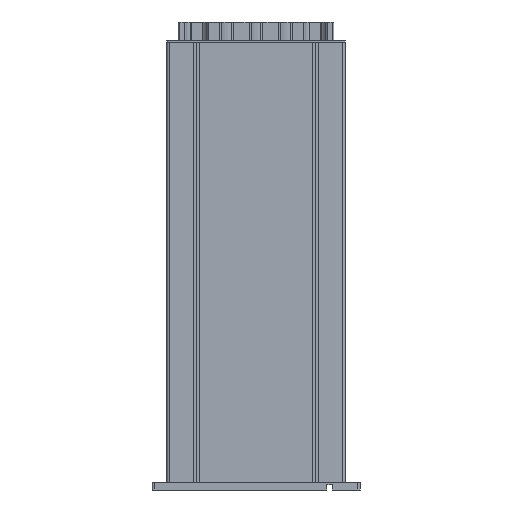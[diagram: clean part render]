
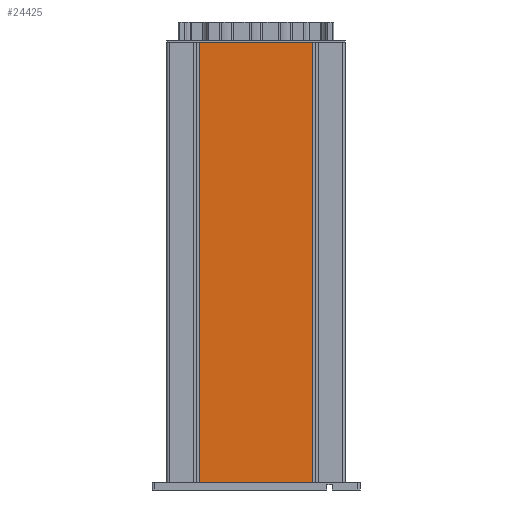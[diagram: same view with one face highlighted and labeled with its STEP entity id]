
A CAD part, front view. The second image highlights one B-rep face of the part: STEP entity #24425.
In plain terms, the highlighted planar face has unit normal (0, -1, 0).
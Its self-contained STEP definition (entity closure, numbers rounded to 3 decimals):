
#206 = VERTEX_POINT ( 'NONE', #4013 ) ;
#398 = CARTESIAN_POINT ( 'NONE',  ( 0., -30., 0. ) ) ;
#593 = DIRECTION ( 'NONE',  ( 0., 0., 1. ) ) ;
#847 = ORIENTED_EDGE ( 'NONE', *, *, #4998, .F. ) ;
#1860 = LINE ( 'NONE', #16205, #3186 ) ;
#1902 = CARTESIAN_POINT ( 'NONE',  ( 75.4, -30., 0. ) ) ;
#3186 = VECTOR ( 'NONE', #14281, 1000. ) ;
#4013 = CARTESIAN_POINT ( 'NONE',  ( -75.4, -30., 593. ) ) ;
#4022 = ORIENTED_EDGE ( 'NONE', *, *, #20689, .T. ) ;
#4224 = FACE_OUTER_BOUND ( 'NONE', #23518, .T. ) ;
#4891 = EDGE_CURVE ( 'NONE', #206, #18851, #1860, .T. ) ;
#4998 = EDGE_CURVE ( 'NONE', #206, #15344, #24450, .T. ) ;
#6306 = DIRECTION ( 'NONE',  ( 0., 1., 0. ) ) ;
#6395 = CARTESIAN_POINT ( 'NONE',  ( 0., -30., 593. ) ) ;
#6746 = VECTOR ( 'NONE', #14552, 1000. ) ;
#7304 = ORIENTED_EDGE ( 'NONE', *, *, #11132, .T. ) ;
#10390 = DIRECTION ( 'NONE',  ( 0., 0., 1. ) ) ;
#11132 = EDGE_CURVE ( 'NONE', #25613, #15344, #26383, .T. ) ;
#12525 = CARTESIAN_POINT ( 'NONE',  ( -75.4, -30., 0. ) ) ;
#13056 = VECTOR ( 'NONE', #22859, 1000. ) ;
#14104 = VECTOR ( 'NONE', #593, 1000. ) ;
#14281 = DIRECTION ( 'NONE',  ( 0., 0., -1. ) ) ;
#14552 = DIRECTION ( 'NONE',  ( 1., 0., 0. ) ) ;
#15344 = VERTEX_POINT ( 'NONE', #21733 ) ;
#16205 = CARTESIAN_POINT ( 'NONE',  ( -75.4, -30., 593. ) ) ;
#16941 = CARTESIAN_POINT ( 'NONE',  ( 75.4, -30., 593. ) ) ;
#17684 = PLANE ( 'NONE',  #20738 ) ;
#18851 = VERTEX_POINT ( 'NONE', #12525 ) ;
#20427 = LINE ( 'NONE', #398, #13056 ) ;
#20689 = EDGE_CURVE ( 'NONE', #18851, #25613, #20427, .T. ) ;
#20738 = AXIS2_PLACEMENT_3D ( 'NONE', #6395, #6306, #10390 ) ;
#20744 = CARTESIAN_POINT ( 'NONE',  ( 0., -30., 593. ) ) ;
#21616 = ORIENTED_EDGE ( 'NONE', *, *, #4891, .T. ) ;
#21733 = CARTESIAN_POINT ( 'NONE',  ( 75.4, -30., 593. ) ) ;
#22859 = DIRECTION ( 'NONE',  ( 1., 0., 0. ) ) ;
#23518 = EDGE_LOOP ( 'NONE', ( #4022, #7304, #847, #21616 ) ) ;
#24425 = ADVANCED_FACE ( 'NONE', ( #4224 ), #17684, .F. ) ;
#24450 = LINE ( 'NONE', #20744, #6746 ) ;
#25613 = VERTEX_POINT ( 'NONE', #1902 ) ;
#26383 = LINE ( 'NONE', #16941, #14104 ) ;
